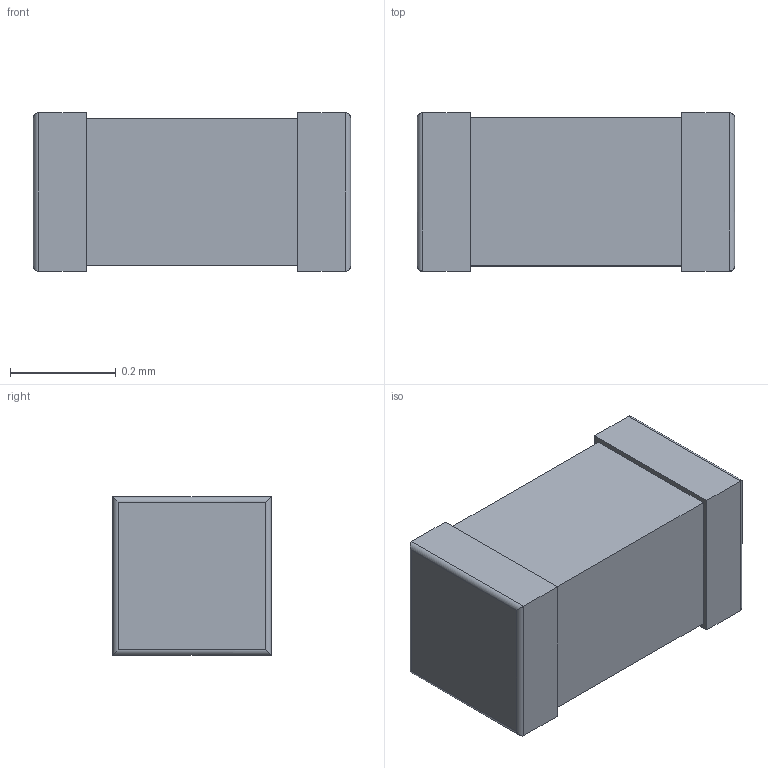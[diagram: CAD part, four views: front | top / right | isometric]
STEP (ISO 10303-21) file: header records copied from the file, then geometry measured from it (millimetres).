
FILE_DESCRIPTION (( 'STEP AP214' ), '1' );
FILE_NAME ('GCM033C70G104KE02W.STEP', '2023-10-30T19:13:31', ( '' ), ( '' ), 'SwSTEP 2.0', 'SolidWorks 2021', '' );
FILE_SCHEMA (( 'AUTOMOTIVE_DESIGN' ));
Length unit declared in the file: millimetre
Products named in the file (1): GCM033C70G104KE02W
Bounding box: 0.6 x 0.3 x 0.3 mm (x, y, z)
Volume: 0 mm3; surface area: 0.9 mm2
Topology: 1 solids, 1 shells, 24 faces, 52 edges, 32 vertices
Faces by surface type: plane 16, cylinder 8
Entity records: 732 total; most frequent: CARTESIAN_POINT 133, ORIENTED_EDGE 104, DIRECTION 94, EDGE_CURVE 52, LINE 44, VECTOR 44, VERTEX_POINT 32, EDGE_LOOP 26
